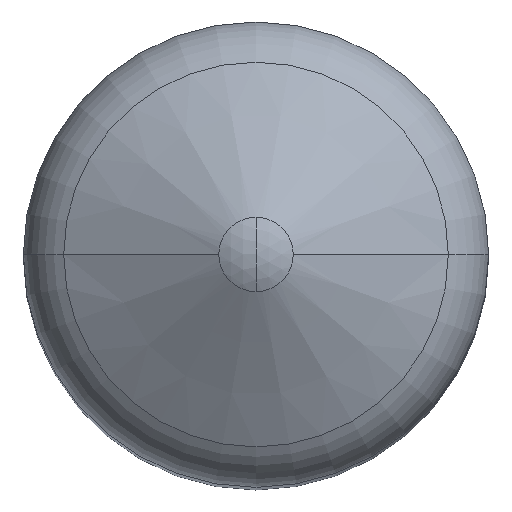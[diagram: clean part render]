
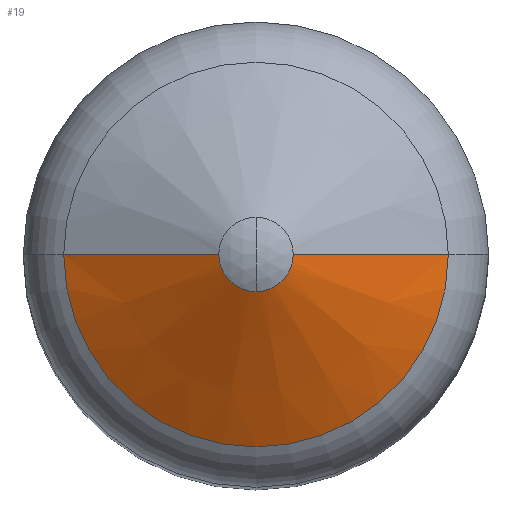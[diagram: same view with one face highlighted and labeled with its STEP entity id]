
A CAD part, top view. The second image highlights one B-rep face of the part: STEP entity #19.
In plain terms, the highlighted conical face has half-angle 61.342 degrees and reference radius 4.959 mm.
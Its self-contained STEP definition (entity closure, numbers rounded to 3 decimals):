
#6 = DIRECTION ( 'NONE',  ( 1., 0., 0. ) ) ;
#7 = DIRECTION ( 'NONE',  ( 0., 0., 1. ) ) ;
#8 = CARTESIAN_POINT ( 'NONE',  ( 0., 0., -2.431 ) ) ;
#9 = AXIS2_PLACEMENT_3D ( 'NONE', #8, #7, #6 ) ;
#10 = CIRCLE ( 'NONE', #9, 4.959 ) ;
#11 = FACE_OUTER_BOUND ( 'NONE', #20, .T. ) ;
#18 = EDGE_CURVE ( 'NONE', #94, #91, #10, .T. ) ;
#19 = ADVANCED_FACE ( 'NONE', ( #11 ), #176, .T. ) ;
#20 = EDGE_LOOP ( 'NONE', ( #21, #22, #24, #25, #26 ) ) ;
#21 = ORIENTED_EDGE ( 'NONE', *, *, #90, .F. ) ;
#22 = ORIENTED_EDGE ( 'NONE', *, *, #23, .F. ) ;
#23 = EDGE_CURVE ( 'NONE', #116, #65, #129, .T. ) ;
#24 = ORIENTED_EDGE ( 'NONE', *, *, #76, .F. ) ;
#25 = ORIENTED_EDGE ( 'NONE', *, *, #96, .T. ) ;
#26 = ORIENTED_EDGE ( 'NONE', *, *, #18, .T. ) ;
#65 = VERTEX_POINT ( 'NONE', #273 ) ;
#76 = EDGE_CURVE ( 'NONE', #104, #116, #203, .T. ) ;
#90 = EDGE_CURVE ( 'NONE', #65, #91, #219, .T. ) ;
#91 = VERTEX_POINT ( 'NONE', #215 ) ;
#94 = VERTEX_POINT ( 'NONE', #400 ) ;
#96 = EDGE_CURVE ( 'NONE', #104, #94, #399, .T. ) ;
#104 = VERTEX_POINT ( 'NONE', #386 ) ;
#116 = VERTEX_POINT ( 'NONE', #338 ) ;
#126 = DIRECTION ( 'NONE',  ( 0., 0., 1. ) ) ;
#127 = CARTESIAN_POINT ( 'NONE',  ( 0., 0., -0.245 ) ) ;
#128 = AXIS2_PLACEMENT_3D ( 'NONE', #127, #126, #175 ) ;
#129 = CIRCLE ( 'NONE', #128, 0.959 ) ;
#139 = DIRECTION ( 'NONE',  ( -1., 0., 0. ) ) ;
#140 = DIRECTION ( 'NONE',  ( 0., 0., -1. ) ) ;
#175 = DIRECTION ( 'NONE',  ( 1., 0., 0. ) ) ;
#176 = CONICAL_SURFACE ( 'NONE', #178, 4.959, 1.071 ) ;
#177 = CARTESIAN_POINT ( 'NONE',  ( 0., 0., -2.431 ) ) ;
#178 = AXIS2_PLACEMENT_3D ( 'NONE', #177, #140, #139 ) ;
#203 = CIRCLE ( 'NONE', #298, 0.959 ) ;
#215 = CARTESIAN_POINT ( 'NONE',  ( 4.959, 0., -2.431 ) ) ;
#216 = DIRECTION ( 'NONE',  ( 0.877, 0., -0.48 ) ) ;
#217 = VECTOR ( 'NONE', #216, 1000. ) ;
#218 = CARTESIAN_POINT ( 'NONE',  ( 4.959, 0., -2.431 ) ) ;
#219 = LINE ( 'NONE', #218, #217 ) ;
#273 = CARTESIAN_POINT ( 'NONE',  ( 0.959, 0., -0.245 ) ) ;
#295 = DIRECTION ( 'NONE',  ( 1., 0., 0. ) ) ;
#296 = DIRECTION ( 'NONE',  ( 0., 0., 1. ) ) ;
#297 = CARTESIAN_POINT ( 'NONE',  ( 0., 0., -0.245 ) ) ;
#298 = AXIS2_PLACEMENT_3D ( 'NONE', #297, #296, #295 ) ;
#338 = CARTESIAN_POINT ( 'NONE',  ( 0., -0.959, -0.245 ) ) ;
#386 = CARTESIAN_POINT ( 'NONE',  ( -0.959, 0., -0.245 ) ) ;
#396 = DIRECTION ( 'NONE',  ( -0.877, 0., -0.48 ) ) ;
#397 = VECTOR ( 'NONE', #396, 1000. ) ;
#398 = CARTESIAN_POINT ( 'NONE',  ( -4.959, 0., -2.431 ) ) ;
#399 = LINE ( 'NONE', #398, #397 ) ;
#400 = CARTESIAN_POINT ( 'NONE',  ( -4.959, 0., -2.431 ) ) ;
